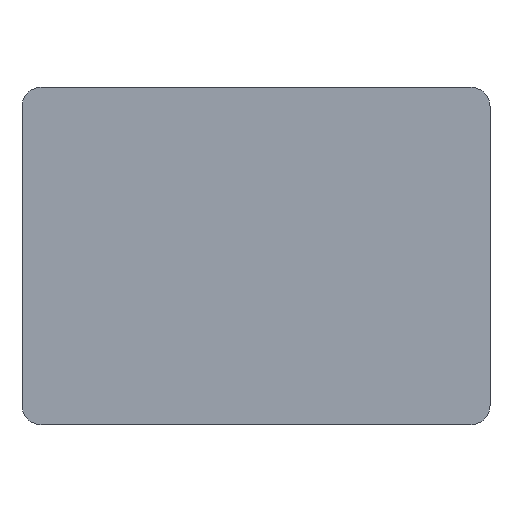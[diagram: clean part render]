
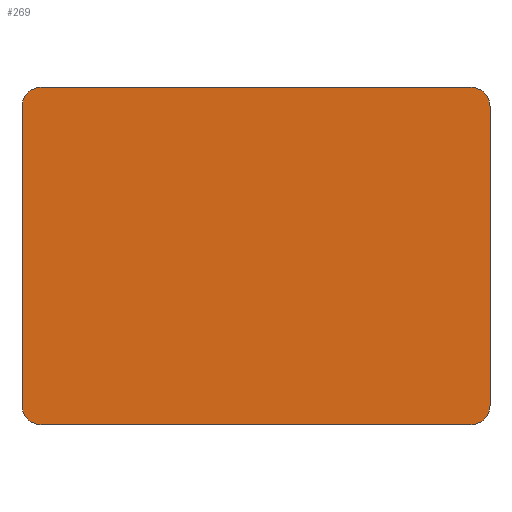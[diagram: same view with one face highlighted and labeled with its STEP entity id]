
A CAD part, front view. The second image highlights one B-rep face of the part: STEP entity #269.
In plain terms, the highlighted planar face has unit normal (0, -1, 0).
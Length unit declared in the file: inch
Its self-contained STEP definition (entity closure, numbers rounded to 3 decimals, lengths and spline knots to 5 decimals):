
#25 = ORIENTED_EDGE ( 'NONE', *, *, #28, .F. ) ;
#28 = EDGE_CURVE ( 'NONE', #126, #645, #820, .T. ) ;
#30 = DIRECTION ( 'NONE',  ( 1., 0., 0. ) ) ;
#33 = DIRECTION ( 'NONE',  ( -1., 0., 0. ) ) ;
#42 = CARTESIAN_POINT ( 'NONE',  ( -0.452, 0., -0.3145 ) ) ;
#49 = VECTOR ( 'NONE', #33, 39.37008 ) ;
#55 = DIRECTION ( 'NONE',  ( 0., 0., 1. ) ) ;
#69 = VECTOR ( 'NONE', #518, 39.37008 ) ;
#73 = PLANE ( 'NONE',  #775 ) ;
#91 = ORIENTED_EDGE ( 'NONE', *, *, #526, .F. ) ;
#92 = AXIS2_PLACEMENT_3D ( 'NONE', #42, #230, #105 ) ;
#101 = VERTEX_POINT ( 'NONE', #110 ) ;
#105 = DIRECTION ( 'NONE',  ( 0., 0., 1. ) ) ;
#110 = CARTESIAN_POINT ( 'NONE',  ( 0.452, 0., -0.3545 ) ) ;
#126 = VERTEX_POINT ( 'NONE', #631 ) ;
#129 = DIRECTION ( 'NONE',  ( 0., 1., 0. ) ) ;
#137 = VERTEX_POINT ( 'NONE', #453 ) ;
#146 = EDGE_LOOP ( 'NONE', ( #180, #207, #275, #511, #25, #91, #731, #658 ) ) ;
#152 = DIRECTION ( 'NONE',  ( 0., 0., 1. ) ) ;
#153 = LINE ( 'NONE', #809, #233 ) ;
#180 = ORIENTED_EDGE ( 'NONE', *, *, #551, .F. ) ;
#187 = CIRCLE ( 'NONE', #639, 0.04 ) ;
#202 = VECTOR ( 'NONE', #55, 39.37008 ) ;
#207 = ORIENTED_EDGE ( 'NONE', *, *, #536, .F. ) ;
#216 = DIRECTION ( 'NONE',  ( 0., 0., 1. ) ) ;
#230 = DIRECTION ( 'NONE',  ( 0., 1., 0. ) ) ;
#232 = CARTESIAN_POINT ( 'NONE',  ( -0.492, 0., -0.3145 ) ) ;
#233 = VECTOR ( 'NONE', #30, 39.37008 ) ;
#238 = EDGE_CURVE ( 'NONE', #299, #137, #273, .T. ) ;
#269 = ADVANCED_FACE ( 'NONE', ( #806 ), #73, .F. ) ;
#273 = LINE ( 'NONE', #462, #69 ) ;
#274 = AXIS2_PLACEMENT_3D ( 'NONE', #403, #407, #538 ) ;
#275 = ORIENTED_EDGE ( 'NONE', *, *, #390, .F. ) ;
#299 = VERTEX_POINT ( 'NONE', #641 ) ;
#325 = CARTESIAN_POINT ( 'NONE',  ( -0.492, 0., 0.3145 ) ) ;
#333 = VERTEX_POINT ( 'NONE', #325 ) ;
#352 = CARTESIAN_POINT ( 'NONE',  ( 0.452, 0., 0.3545 ) ) ;
#383 = AXIS2_PLACEMENT_3D ( 'NONE', #480, #553, #216 ) ;
#390 = EDGE_CURVE ( 'NONE', #333, #618, #817, .T. ) ;
#403 = CARTESIAN_POINT ( 'NONE',  ( -0.452, 0., 0.3145 ) ) ;
#407 = DIRECTION ( 'NONE',  ( 0., 1., 0. ) ) ;
#453 = CARTESIAN_POINT ( 'NONE',  ( 0.492, 0., -0.3145 ) ) ;
#462 = CARTESIAN_POINT ( 'NONE',  ( 0.492, 0., -0.3145 ) ) ;
#479 = VERTEX_POINT ( 'NONE', #352 ) ;
#480 = CARTESIAN_POINT ( 'NONE',  ( 0.452, 0., 0.3145 ) ) ;
#490 = EDGE_CURVE ( 'NONE', #137, #101, #187, .T. ) ;
#491 = CARTESIAN_POINT ( 'NONE',  ( -0.452, 0., 0.3545 ) ) ;
#507 = CIRCLE ( 'NONE', #383, 0.04 ) ;
#511 = ORIENTED_EDGE ( 'NONE', *, *, #781, .F. ) ;
#518 = DIRECTION ( 'NONE',  ( 0., 0., -1. ) ) ;
#526 = EDGE_CURVE ( 'NONE', #101, #126, #686, .T. ) ;
#536 = EDGE_CURVE ( 'NONE', #618, #479, #153, .T. ) ;
#538 = DIRECTION ( 'NONE',  ( 0., 0., 1. ) ) ;
#548 = CARTESIAN_POINT ( 'NONE',  ( -0.452, 0., -0.3545 ) ) ;
#551 = EDGE_CURVE ( 'NONE', #479, #299, #507, .T. ) ;
#553 = DIRECTION ( 'NONE',  ( 0., 1., 0. ) ) ;
#557 = CARTESIAN_POINT ( 'NONE',  ( -0.492, 0., -0.3145 ) ) ;
#587 = CARTESIAN_POINT ( 'NONE',  ( -0.452, 0., -0.3145 ) ) ;
#589 = LINE ( 'NONE', #232, #202 ) ;
#595 = DIRECTION ( 'NONE',  ( 0., 0., 1. ) ) ;
#618 = VERTEX_POINT ( 'NONE', #491 ) ;
#631 = CARTESIAN_POINT ( 'NONE',  ( -0.452, 0., -0.3545 ) ) ;
#639 = AXIS2_PLACEMENT_3D ( 'NONE', #670, #682, #152 ) ;
#641 = CARTESIAN_POINT ( 'NONE',  ( 0.492, 0., 0.3145 ) ) ;
#645 = VERTEX_POINT ( 'NONE', #557 ) ;
#658 = ORIENTED_EDGE ( 'NONE', *, *, #238, .F. ) ;
#670 = CARTESIAN_POINT ( 'NONE',  ( 0.452, 0., -0.3145 ) ) ;
#682 = DIRECTION ( 'NONE',  ( 0., 1., 0. ) ) ;
#686 = LINE ( 'NONE', #548, #49 ) ;
#731 = ORIENTED_EDGE ( 'NONE', *, *, #490, .F. ) ;
#775 = AXIS2_PLACEMENT_3D ( 'NONE', #587, #129, #595 ) ;
#781 = EDGE_CURVE ( 'NONE', #645, #333, #589, .T. ) ;
#806 = FACE_OUTER_BOUND ( 'NONE', #146, .T. ) ;
#809 = CARTESIAN_POINT ( 'NONE',  ( -0.452, 0., 0.3545 ) ) ;
#817 = CIRCLE ( 'NONE', #274, 0.04 ) ;
#820 = CIRCLE ( 'NONE', #92, 0.04 ) ;
